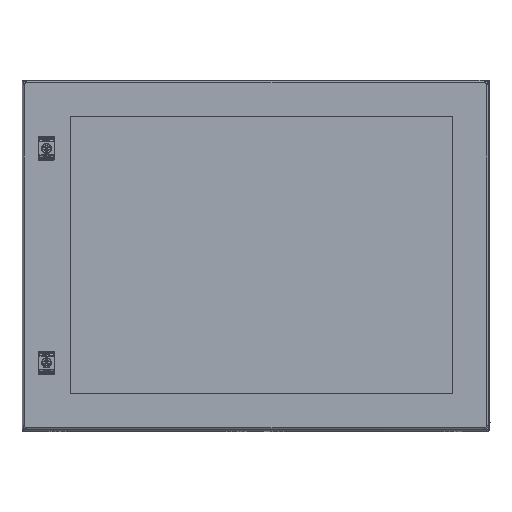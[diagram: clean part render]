
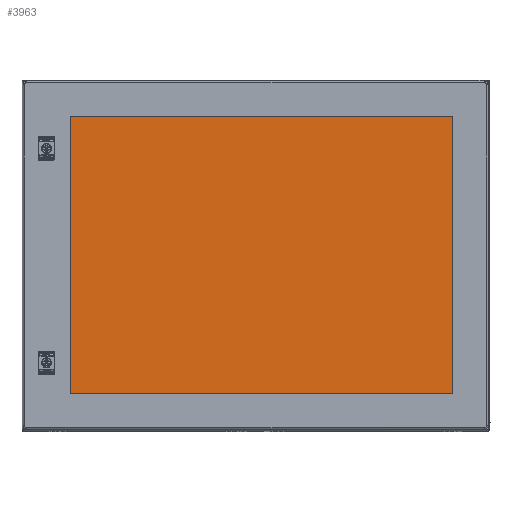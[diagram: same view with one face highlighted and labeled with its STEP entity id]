
A CAD part, top view. The second image highlights one B-rep face of the part: STEP entity #3963.
In plain terms, the highlighted planar face has unit normal (0, 0, 1).
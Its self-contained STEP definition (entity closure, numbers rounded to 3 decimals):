
#3963=ADVANCED_FACE('',(#12105),#12106,.F.);
#12105=FACE_OUTER_BOUND('',#28223,.T.);
#12106=PLANE('',#28224);
#28223=EDGE_LOOP('',(#61280,#61281,#61282,#61283));
#28224=AXIS2_PLACEMENT_3D('',#61284,#61285,#61286);
#61280=ORIENTED_EDGE('',*,*,#72786,.F.);
#61281=ORIENTED_EDGE('',*,*,#72780,.F.);
#61282=ORIENTED_EDGE('',*,*,#72787,.F.);
#61283=ORIENTED_EDGE('',*,*,#72220,.F.);
#61284=CARTESIAN_POINT('',(9.2,0.5,299.01));
#61285=DIRECTION('',(0.0,0.0,-1.0));
#61286=DIRECTION('',(-1.0,0.0,0.0));
#72220=EDGE_CURVE('',#89291,#89293,#89294,.T.);
#72780=EDGE_CURVE('',#90199,#90201,#90202,.T.);
#72786=EDGE_CURVE('',#90201,#89291,#90208,.T.);
#72787=EDGE_CURVE('',#89293,#90199,#90209,.T.);
#89291=VERTEX_POINT('',#123234);
#89293=VERTEX_POINT('',#123237);
#89294=LINE('',#123238,#123239);
#90199=VERTEX_POINT('',#124654);
#90201=VERTEX_POINT('',#124657);
#90202=LINE('',#124658,#124659);
#90208=LINE('',#124670,#124671);
#90209=LINE('',#124672,#124673);
#123234=CARTESIAN_POINT('',(351.7,-252.0,299.01));
#123237=CARTESIAN_POINT('',(-333.3,-252.0,299.01));
#123238=CARTESIAN_POINT('',(351.7,-252.0,299.01));
#123239=VECTOR('',#140070,685.0);
#124654=CARTESIAN_POINT('',(-333.3,253.0,299.01));
#124657=CARTESIAN_POINT('',(351.7,253.0,299.01));
#124658=CARTESIAN_POINT('',(-333.3,253.0,299.01));
#124659=VECTOR('',#140926,685.0);
#124670=CARTESIAN_POINT('',(351.7,253.0,299.01));
#124671=VECTOR('',#140932,505.0);
#124672=CARTESIAN_POINT('',(-333.3,-252.0,299.01));
#124673=VECTOR('',#140933,505.0);
#140070=DIRECTION('',(-1.0,0.0,0.0));
#140926=DIRECTION('',(1.0,0.0,0.0));
#140932=DIRECTION('',(0.0,-1.0,0.0));
#140933=DIRECTION('',(0.0,1.0,0.0));
